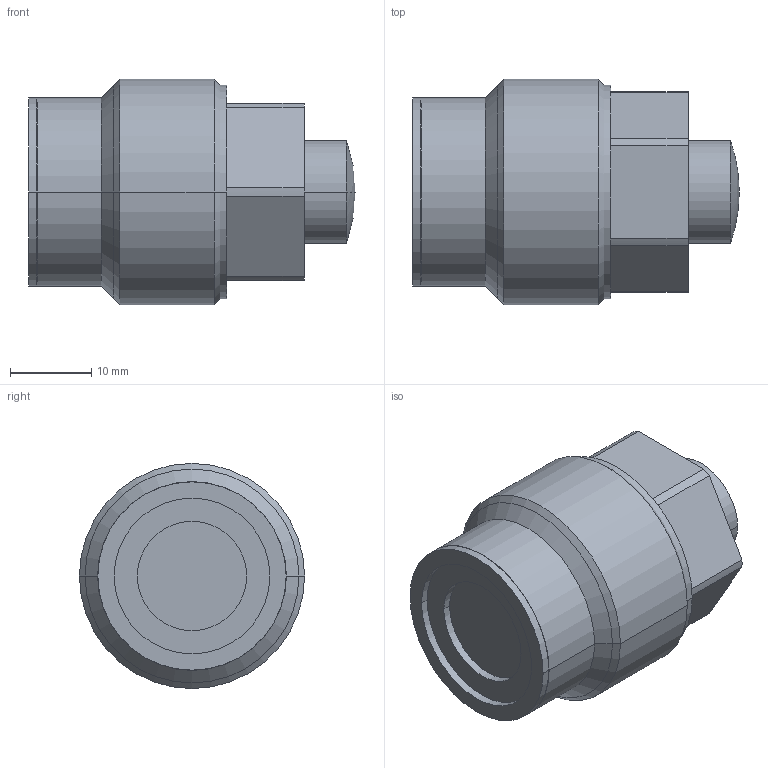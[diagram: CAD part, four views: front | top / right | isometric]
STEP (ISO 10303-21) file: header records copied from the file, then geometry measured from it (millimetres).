
FILE_DESCRIPTION((''),'2;1');
FILE_NAME('ILCM42101002','2006-06-02T',('KR'),(''),'PRO/ENGINEER BY PARAMETRIC TECHNOLOGY CORPORATION, 2004290','PRO/ENGINEER BY PARAMETRIC TECHNOLOGY CORPORATION, 2004290','');
FILE_SCHEMA(('AUTOMOTIVE_DESIGN_CC2 { 1 2 10303 214 -1 1 5 2 }'));
Length unit declared in the file: millimetre
Products named in the file (1): ILCM42101002
Bounding box: 40.21 x 27.74 x 27.74 mm (x, y, z)
Volume: 17026.2 mm3; surface area: 5988.5 mm2
Topology: 2 solids, 3 shells, 44 faces, 94 edges, 55 vertices
Faces by surface type: cylinder 20, plane 18, cone 4, sphere 2
Entity records: 1301 total; most frequent: DIRECTION 232, CARTESIAN_POINT 192, ORIENTED_EDGE 182, COLOUR_RGB 105, AXIS2_PLACEMENT_3D 95, EDGE_CURVE 92, VERTEX_POINT 55, CIRCLE 50
